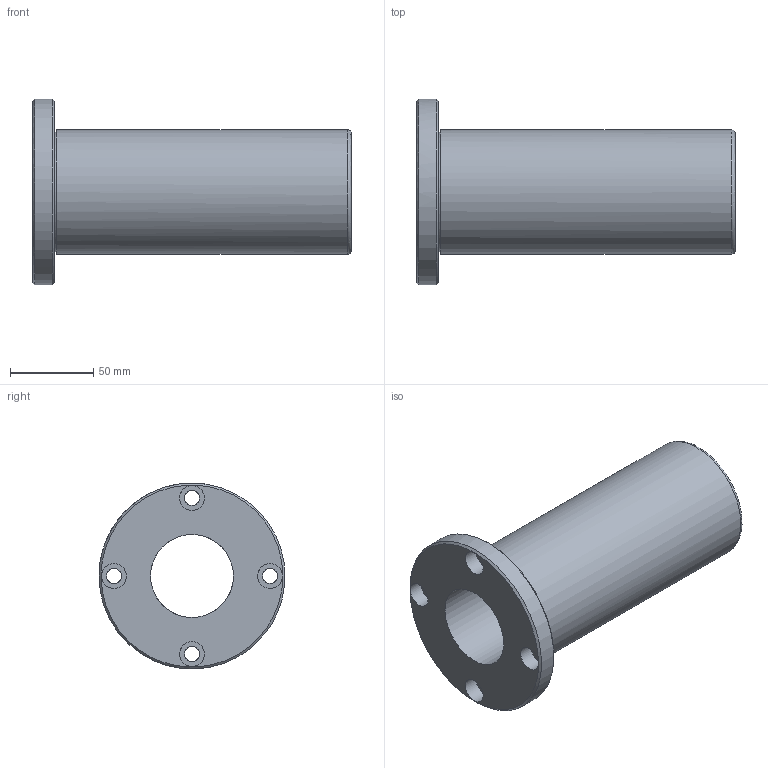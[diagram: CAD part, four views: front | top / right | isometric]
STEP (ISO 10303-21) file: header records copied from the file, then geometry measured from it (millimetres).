
FILE_DESCRIPTION ((), '1');
FILE_NAME ('FK92-350.stp', '2020-09-08T16:38:08', ('Unknown'), ('Unknown'), 'HarmonyWare STEP v2.0.5', 'Vectorworks', '');
FILE_SCHEMA (('CONFIG_CONTROL_DESIGN'));
Length unit declared in the file: millimetre
Products named in the file (1): NONE
Bounding box: 192 x 111.99 x 111.97 mm (x, y, z)
Volume: 535455.5 mm3; surface area: 94377.4 mm2
Topology: 1 solids, 1 shells, 23 faces, 91 edges, 76 vertices
Faces by surface type: bspline 23
Entity records: 2496 total; most frequent: CARTESIAN_POINT 1877, ORIENTED_EDGE 182, EDGE_CURVE 91, VERTEX_POINT 76, B_SPLINE_CURVE_WITH_KNOTS 68, EDGE_LOOP 39, FACE_OUTER_BOUND 23, ADVANCED_FACE 23
